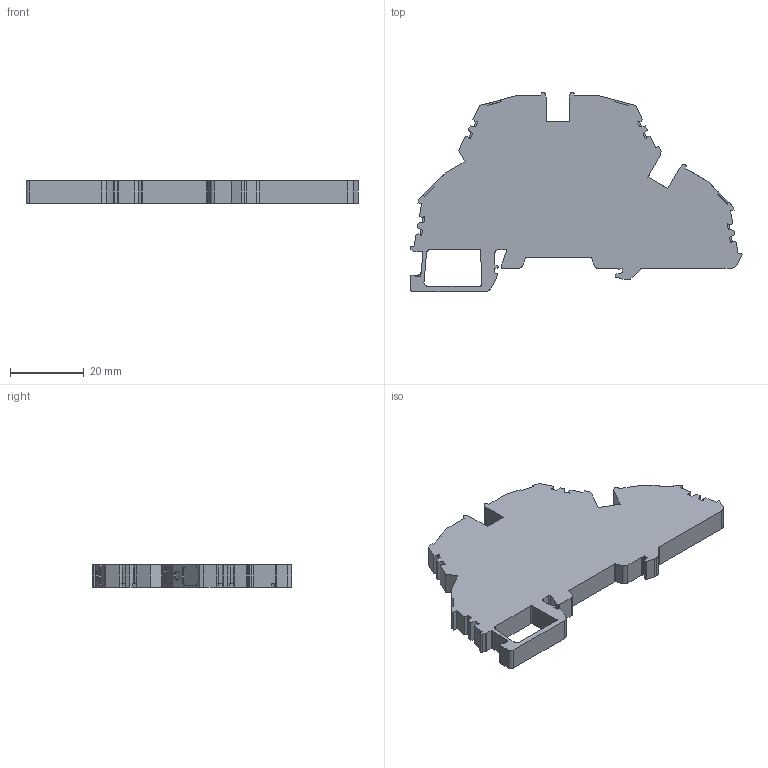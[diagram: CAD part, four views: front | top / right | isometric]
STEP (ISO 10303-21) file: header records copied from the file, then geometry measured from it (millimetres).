
FILE_DESCRIPTION (( 'STEP AP214' ), '1' );
FILE_NAME ('318100_YBK 4-2F_Beige.STP', '2013-11-13T13:44:32', ( 'arge' ), ( 'Microsoft' ), 'SwSTEP 2.0', 'SolidWorks 2013', '' );
FILE_SCHEMA (( 'AUTOMOTIVE_DESIGN' ));
Length unit declared in the file: millimetre
Products named in the file (1): 318100_YBK 4-2F_Beige
Bounding box: 90.3 x 54.19 x 6 mm (x, y, z)
Volume: 18043.7 mm3; surface area: 8498.8 mm2
Topology: 1 solids, 2 shells, 305 faces, 871 edges, 578 vertices
Faces by surface type: plane 208, cylinder 97
Entity records: 9947 total; most frequent: CARTESIAN_POINT 1767, ORIENTED_EDGE 1742, DIRECTION 1669, EDGE_CURVE 871, VECTOR 677, LINE 677, VERTEX_POINT 578, AXIS2_PLACEMENT_3D 496
